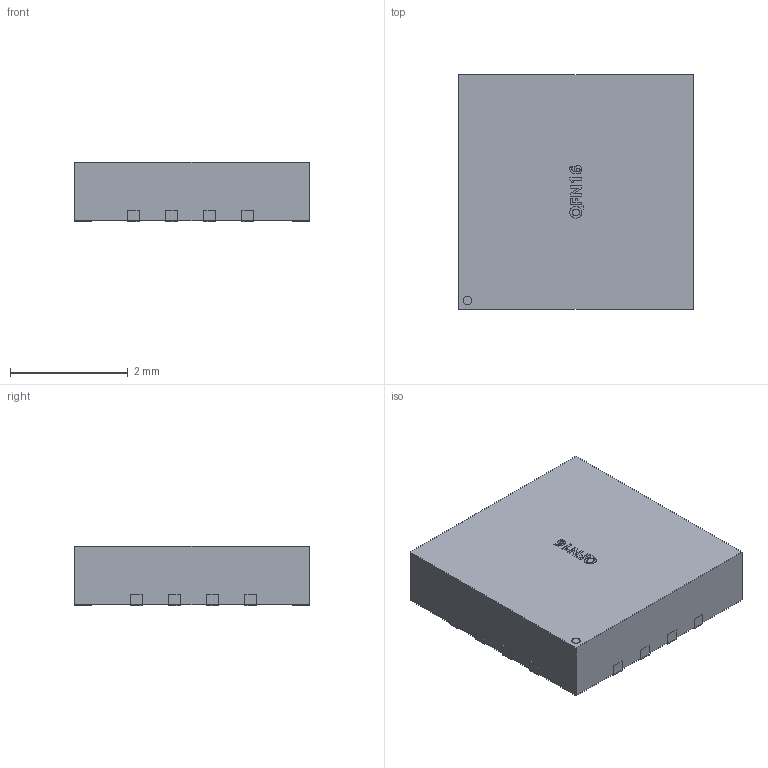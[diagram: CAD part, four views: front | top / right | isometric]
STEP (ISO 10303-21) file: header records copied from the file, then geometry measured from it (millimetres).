
FILE_DESCRIPTION (( 'STEP AP214' ), '1' );
FILE_NAME ('QFN-16_L4-W4-P065-BL-EP2.STEP', '2023-05-26T05:36:10', ( '' ), ( '' ), 'SwSTEP 2.0', 'SolidWorks 2019', '' );
FILE_SCHEMA (( 'AUTOMOTIVE_DESIGN' ));
Length unit declared in the file: millimetre
Products named in the file (1): QFN-16_L4-W4-P065-BL-EP2
Bounding box: 4 x 4 x 1.01 mm (x, y, z)
Volume: 15.9 mm3; surface area: 52.2 mm2
Topology: 17 solids, 17 shells, 172 faces, 390 edges, 260 vertices
Faces by surface type: plane 126, bspline 28, cylinder 18
Entity records: 6456 total; most frequent: CARTESIAN_POINT 2459, ORIENTED_EDGE 780, DIRECTION 660, EDGE_CURVE 390, LINE 298, VECTOR 298, VERTEX_POINT 260, AXIS2_PLACEMENT_3D 181
